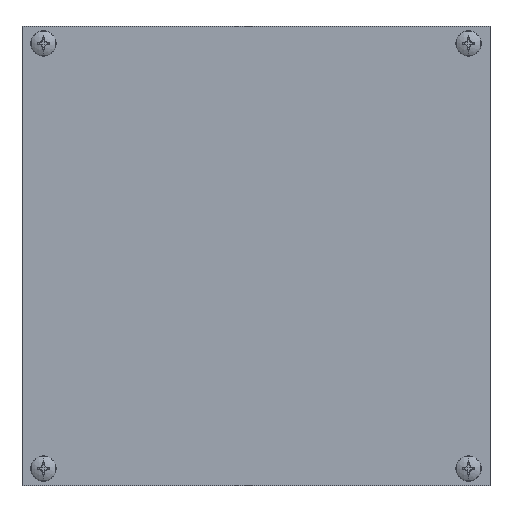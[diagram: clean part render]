
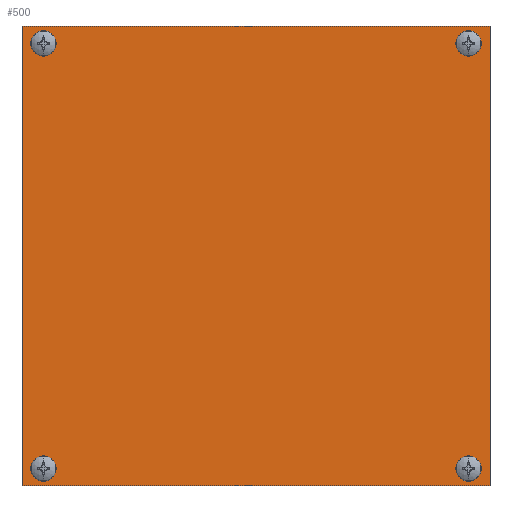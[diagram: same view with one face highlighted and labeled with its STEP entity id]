
A CAD part, top view. The second image highlights one B-rep face of the part: STEP entity #500.
In plain terms, the highlighted face is planar.
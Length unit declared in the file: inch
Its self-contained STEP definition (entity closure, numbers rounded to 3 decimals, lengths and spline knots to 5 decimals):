
#105=DIRECTION('',(0.,0.,1.));
#106=VECTOR('',#105,6.75);
#107=CARTESIAN_POINT('',(0.063,3.44,-3.375));
#108=LINE('',#107,#106);
#109=DIRECTION('',(0.,1.,0.));
#110=VECTOR('',#109,6.88);
#111=CARTESIAN_POINT('',(0.063,-3.44,-3.375));
#112=LINE('',#111,#110);
#113=DIRECTION('',(0.,0.,-1.));
#114=VECTOR('',#113,6.75);
#115=CARTESIAN_POINT('',(0.063,-3.44,3.375));
#116=LINE('',#115,#114);
#117=DIRECTION('',(0.,-1.,0.));
#118=VECTOR('',#117,6.88);
#119=CARTESIAN_POINT('',(0.063,3.44,3.375));
#120=LINE('',#119,#118);
#121=DIRECTION('',(0.,1.,0.));
#122=VECTOR('',#121,0.123);
#123=CARTESIAN_POINT('',(0.063,3.0635,3.));
#124=LINE('',#123,#122);
#125=CARTESIAN_POINT('',(0.063,3.1865,3.125));
#126=DIRECTION('',(1.,0.,0.));
#127=DIRECTION('',(0.,0.,-1.));
#128=AXIS2_PLACEMENT_3D('',#125,#126,#127);
#130=DIRECTION('',(0.,-1.,0.));
#131=VECTOR('',#130,0.123);
#132=CARTESIAN_POINT('',(0.063,3.1865,3.25));
#133=LINE('',#132,#131);
#134=CARTESIAN_POINT('',(0.063,3.0635,3.125));
#135=DIRECTION('',(1.,0.,0.));
#136=DIRECTION('',(0.,0.,1.));
#137=AXIS2_PLACEMENT_3D('',#134,#135,#136);
#139=DIRECTION('',(0.,1.,0.));
#140=VECTOR('',#139,0.123);
#141=CARTESIAN_POINT('',(0.063,-3.1865,-3.25));
#142=LINE('',#141,#140);
#143=CARTESIAN_POINT('',(0.063,-3.0635,-3.125));
#144=DIRECTION('',(1.,0.,0.));
#145=DIRECTION('',(0.,0.,-1.));
#146=AXIS2_PLACEMENT_3D('',#143,#144,#145);
#148=DIRECTION('',(0.,-1.,0.));
#149=VECTOR('',#148,0.123);
#150=CARTESIAN_POINT('',(0.063,-3.0635,-3.));
#151=LINE('',#150,#149);
#152=CARTESIAN_POINT('',(0.063,-3.1865,-3.125));
#153=DIRECTION('',(1.,0.,0.));
#154=DIRECTION('',(0.,0.,1.));
#155=AXIS2_PLACEMENT_3D('',#152,#153,#154);
#157=CARTESIAN_POINT('',(0.063,-3.125,3.1865));
#158=DIRECTION('',(1.,0.,0.));
#159=DIRECTION('',(0.,1.,0.));
#160=AXIS2_PLACEMENT_3D('',#157,#158,#159);
#162=DIRECTION('',(0.,0.,-1.));
#163=VECTOR('',#162,0.123);
#164=CARTESIAN_POINT('',(0.063,-3.25,3.1865));
#165=LINE('',#164,#163);
#166=CARTESIAN_POINT('',(0.063,-3.125,3.0635));
#167=DIRECTION('',(1.,0.,0.));
#168=DIRECTION('',(0.,-1.,0.));
#169=AXIS2_PLACEMENT_3D('',#166,#167,#168);
#171=DIRECTION('',(0.,0.,1.));
#172=VECTOR('',#171,0.123);
#173=CARTESIAN_POINT('',(0.063,-3.,3.0635));
#174=LINE('',#173,#172);
#175=CARTESIAN_POINT('',(0.063,3.125,-3.0635));
#176=DIRECTION('',(1.,0.,0.));
#177=DIRECTION('',(0.,1.,0.));
#178=AXIS2_PLACEMENT_3D('',#175,#176,#177);
#180=DIRECTION('',(0.,0.,-1.));
#181=VECTOR('',#180,0.123);
#182=CARTESIAN_POINT('',(0.063,3.,-3.0635));
#183=LINE('',#182,#181);
#184=CARTESIAN_POINT('',(0.063,3.125,-3.1865));
#185=DIRECTION('',(1.,0.,0.));
#186=DIRECTION('',(0.,-1.,0.));
#187=AXIS2_PLACEMENT_3D('',#184,#185,#186);
#189=DIRECTION('',(0.,0.,1.));
#190=VECTOR('',#189,0.123);
#191=CARTESIAN_POINT('',(0.063,3.25,-3.1865));
#192=LINE('',#191,#190);
#265=CARTESIAN_POINT('',(0.063,3.44,-3.375));
#266=CARTESIAN_POINT('',(0.063,3.44,3.375));
#267=VERTEX_POINT('',#265);
#268=VERTEX_POINT('',#266);
#269=CARTESIAN_POINT('',(0.063,-3.44,3.375));
#270=VERTEX_POINT('',#269);
#271=CARTESIAN_POINT('',(0.063,-3.44,-3.375));
#272=VERTEX_POINT('',#271);
#289=CARTESIAN_POINT('',(0.063,3.0635,3.));
#290=CARTESIAN_POINT('',(0.063,3.1865,3.));
#291=VERTEX_POINT('',#289);
#292=VERTEX_POINT('',#290);
#293=CARTESIAN_POINT('',(0.063,3.1865,3.25));
#294=VERTEX_POINT('',#293);
#295=CARTESIAN_POINT('',(0.063,3.0635,3.25));
#296=VERTEX_POINT('',#295);
#297=CARTESIAN_POINT('',(0.063,-3.1865,-3.25));
#298=CARTESIAN_POINT('',(0.063,-3.0635,-3.25));
#299=VERTEX_POINT('',#297);
#300=VERTEX_POINT('',#298);
#301=CARTESIAN_POINT('',(0.063,-3.0635,-3.));
#302=VERTEX_POINT('',#301);
#303=CARTESIAN_POINT('',(0.063,-3.1865,-3.));
#304=VERTEX_POINT('',#303);
#321=CARTESIAN_POINT('',(0.063,-3.,3.1865));
#322=CARTESIAN_POINT('',(0.063,-3.25,3.1865));
#323=VERTEX_POINT('',#321);
#324=VERTEX_POINT('',#322);
#325=CARTESIAN_POINT('',(0.063,-3.25,3.0635));
#326=VERTEX_POINT('',#325);
#327=CARTESIAN_POINT('',(0.063,-3.,3.0635));
#328=VERTEX_POINT('',#327);
#329=CARTESIAN_POINT('',(0.063,3.25,-3.0635));
#330=CARTESIAN_POINT('',(0.063,3.,-3.0635));
#331=VERTEX_POINT('',#329);
#332=VERTEX_POINT('',#330);
#333=CARTESIAN_POINT('',(0.063,3.,-3.1865));
#334=VERTEX_POINT('',#333);
#335=CARTESIAN_POINT('',(0.063,3.25,-3.1865));
#336=VERTEX_POINT('',#335);
#449=CARTESIAN_POINT('',(0.063,0.,0.));
#450=DIRECTION('',(1.,0.,0.));
#451=DIRECTION('',(0.,0.,-1.));
#452=AXIS2_PLACEMENT_3D('',#449,#450,#451);
#453=PLANE('',#452);
#454=ORIENTED_EDGE('',*,*,#401,.F.);
#455=ORIENTED_EDGE('',*,*,#416,.F.);
#456=ORIENTED_EDGE('',*,*,#430,.F.);
#457=ORIENTED_EDGE('',*,*,#443,.F.);
#458=EDGE_LOOP('',(#454,#455,#456,#457));
#459=FACE_OUTER_BOUND('',#458,.F.);
#461=ORIENTED_EDGE('',*,*,#460,.T.);
#463=ORIENTED_EDGE('',*,*,#462,.T.);
#465=ORIENTED_EDGE('',*,*,#464,.T.);
#467=ORIENTED_EDGE('',*,*,#466,.T.);
#468=EDGE_LOOP('',(#461,#463,#465,#467));
#469=FACE_BOUND('',#468,.F.);
#471=ORIENTED_EDGE('',*,*,#470,.T.);
#473=ORIENTED_EDGE('',*,*,#472,.T.);
#475=ORIENTED_EDGE('',*,*,#474,.T.);
#477=ORIENTED_EDGE('',*,*,#476,.T.);
#478=EDGE_LOOP('',(#471,#473,#475,#477));
#479=FACE_BOUND('',#478,.F.);
#481=ORIENTED_EDGE('',*,*,#480,.T.);
#483=ORIENTED_EDGE('',*,*,#482,.T.);
#485=ORIENTED_EDGE('',*,*,#484,.T.);
#487=ORIENTED_EDGE('',*,*,#486,.T.);
#488=EDGE_LOOP('',(#481,#483,#485,#487));
#489=FACE_BOUND('',#488,.F.);
#491=ORIENTED_EDGE('',*,*,#490,.T.);
#493=ORIENTED_EDGE('',*,*,#492,.T.);
#495=ORIENTED_EDGE('',*,*,#494,.T.);
#497=ORIENTED_EDGE('',*,*,#496,.T.);
#498=EDGE_LOOP('',(#491,#493,#495,#497));
#499=FACE_BOUND('',#498,.F.);
#500=ADVANCED_FACE('',(#459,#469,#479,#489,#499),#453,.T.);
#129=CIRCLE('',#128,0.125);
#138=CIRCLE('',#137,0.125);
#147=CIRCLE('',#146,0.125);
#156=CIRCLE('',#155,0.125);
#161=CIRCLE('',#160,0.125);
#170=CIRCLE('',#169,0.125);
#179=CIRCLE('',#178,0.125);
#188=CIRCLE('',#187,0.125);
#401=EDGE_CURVE('',#267,#268,#108,.T.);
#416=EDGE_CURVE('',#272,#267,#112,.T.);
#430=EDGE_CURVE('',#270,#272,#116,.T.);
#443=EDGE_CURVE('',#268,#270,#120,.T.);
#460=EDGE_CURVE('',#291,#292,#124,.T.);
#462=EDGE_CURVE('',#292,#294,#129,.T.);
#464=EDGE_CURVE('',#294,#296,#133,.T.);
#466=EDGE_CURVE('',#296,#291,#138,.T.);
#470=EDGE_CURVE('',#299,#300,#142,.T.);
#472=EDGE_CURVE('',#300,#302,#147,.T.);
#474=EDGE_CURVE('',#302,#304,#151,.T.);
#476=EDGE_CURVE('',#304,#299,#156,.T.);
#480=EDGE_CURVE('',#323,#324,#161,.T.);
#482=EDGE_CURVE('',#324,#326,#165,.T.);
#484=EDGE_CURVE('',#326,#328,#170,.T.);
#486=EDGE_CURVE('',#328,#323,#174,.T.);
#490=EDGE_CURVE('',#331,#332,#179,.T.);
#492=EDGE_CURVE('',#332,#334,#183,.T.);
#494=EDGE_CURVE('',#334,#336,#188,.T.);
#496=EDGE_CURVE('',#336,#331,#192,.T.);
